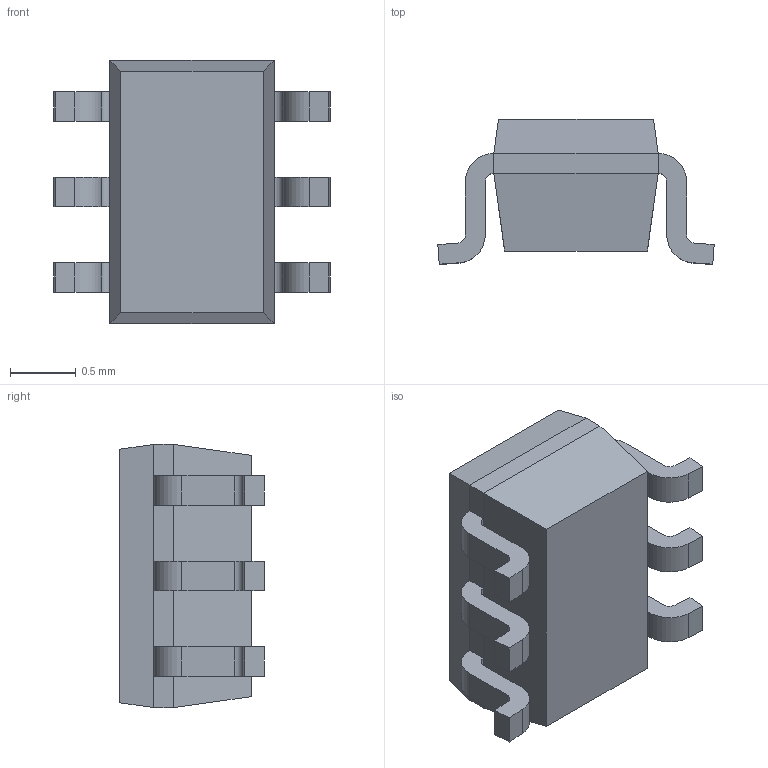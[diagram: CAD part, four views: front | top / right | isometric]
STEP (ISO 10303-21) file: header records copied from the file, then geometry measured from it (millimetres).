
FILE_DESCRIPTION (( 'STEP AP214' ), '1' );
FILE_NAME ('TL431ACDBZR.STEP', '2021-09-21T21:55:14', ( '' ), ( '' ), 'SwSTEP 2.0', 'SolidWorks 2020', '' );
FILE_SCHEMA (( 'AUTOMOTIVE_DESIGN' ));
Length unit declared in the file: millimetre
Products named in the file (1): TL431ACDBZR
Bounding box: 2.1 x 1.1 x 2 mm (x, y, z)
Volume: 2.5 mm3; surface area: 15.7 mm2
Topology: 8 solids, 8 shells, 93 faces, 220 edges, 144 vertices
Faces by surface type: plane 65, cylinder 28
Entity records: 2763 total; most frequent: DIRECTION 464, CARTESIAN_POINT 458, ORIENTED_EDGE 440, EDGE_CURVE 220, VECTOR 164, LINE 164, AXIS2_PLACEMENT_3D 150, VERTEX_POINT 144
